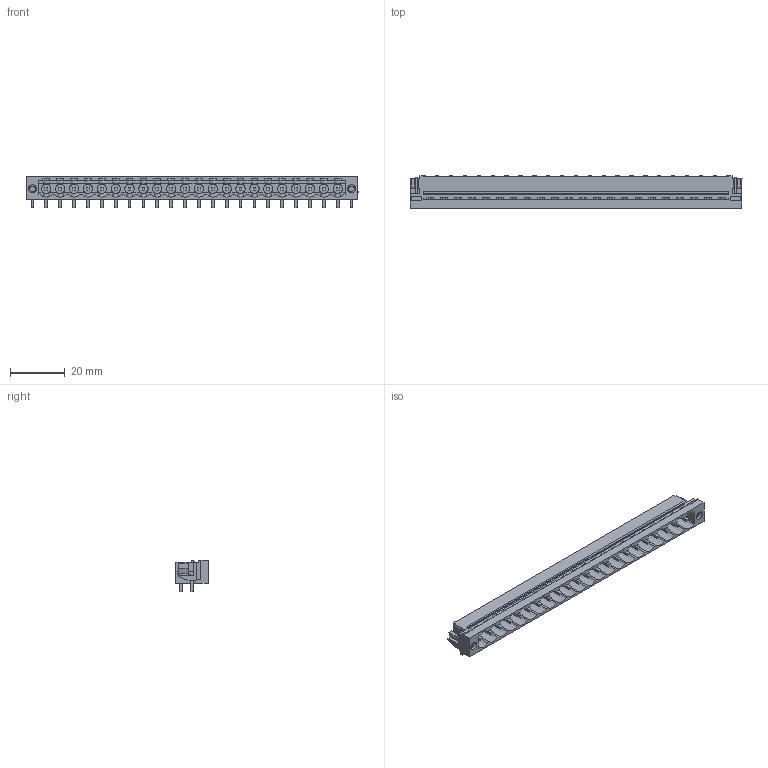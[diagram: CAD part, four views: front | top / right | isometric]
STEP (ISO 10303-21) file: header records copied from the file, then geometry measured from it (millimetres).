
FILE_DESCRIPTION(('CATIA V5R22 STEP214','CAx-IF Rec.Pracs.--- Model Styling and Organization---1.4--- 2014-01-23'),'2;1');
FILE_NAME ('D1456979_1_1837830000_1837830000.stp','2023-05-11T06:55:23+00:00',('none'),('Weidmueller'),'CATIA Version 5-6 Release 2016 SP3 HF44','CATIA V5 STEP AP214','none');
FILE_SCHEMA(('AUTOMOTIVE_DESIGN { 1 0 10303 214 1 1 1 1 }'));
Length unit declared in the file: millimetre
Products named in the file (1): 1837830000
Bounding box: 121.56 x 12 x 11.63 mm (x, y, z)
Volume: 4645.2 mm3; surface area: 10584.5 mm2
Topology: 25 solids, 25 shells, 1340 faces, 4098 edges, 2702 vertices
Faces by surface type: plane 1081, cylinder 213, extrusion 46
Entity records: 43214 total; most frequent: CARTESIAN_POINT 10183, ORIENTED_EDGE 8196, DIRECTION 4792, EDGE_CURVE 4098, VECTOR 3082, LINE 3036, VERTEX_POINT 2702, EDGE_LOOP 1418
